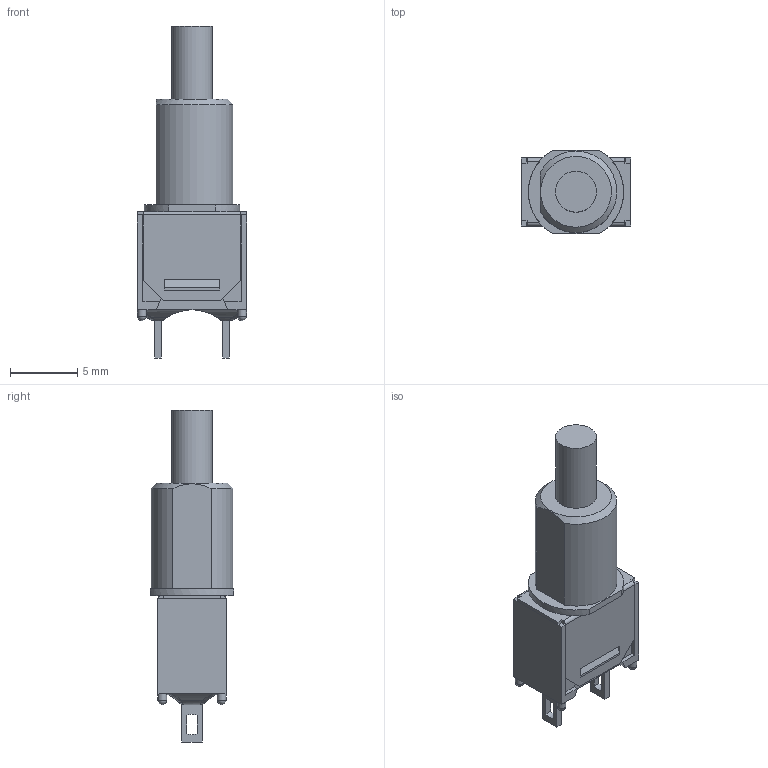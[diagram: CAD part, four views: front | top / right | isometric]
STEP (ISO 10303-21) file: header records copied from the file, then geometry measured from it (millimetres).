
FILE_DESCRIPTION(/* description */ (''),/* implementation_level */ '2;1');
FILE_NAME(/* name */ '800SPxB9M1xE.stp',/* time_stamp */ '2024-12-13T14:48:59-06:00',/* author */ ('mwilliams'),/* organization */ (''),/* preprocessor_version */ 'ST-DEVELOPER v18.1',/* originating_system */ 'Autodesk Inventor 2022',/* authorisation */ '');
FILE_SCHEMA (('AUTOMOTIVE_DESIGN { 1 0 10303 214 3 1 1 }'));
Length unit declared in the file: inch
Products named in the file (1): 000025877_Simplify_1
Bounding box: 8.13 x 6.22 x 24.76 mm (x, y, z)
Volume: 583.6 mm3; surface area: 716.1 mm2
Topology: 1 solids, 1 shells, 149 faces, 404 edges, 249 vertices
Faces by surface type: plane 102, cylinder 30, bspline 12, sphere 4, cone 1
Full cylindrical faces by diameter (mm): 0.65 x4, 3.05 x1
Entity records: 5128 total; most frequent: CARTESIAN_POINT 1265, ORIENTED_EDGE 800, DIRECTION 682, EDGE_CURVE 400, LINE 288, VECTOR 288, VERTEX_POINT 249, AXIS2_PLACEMENT_3D 197
